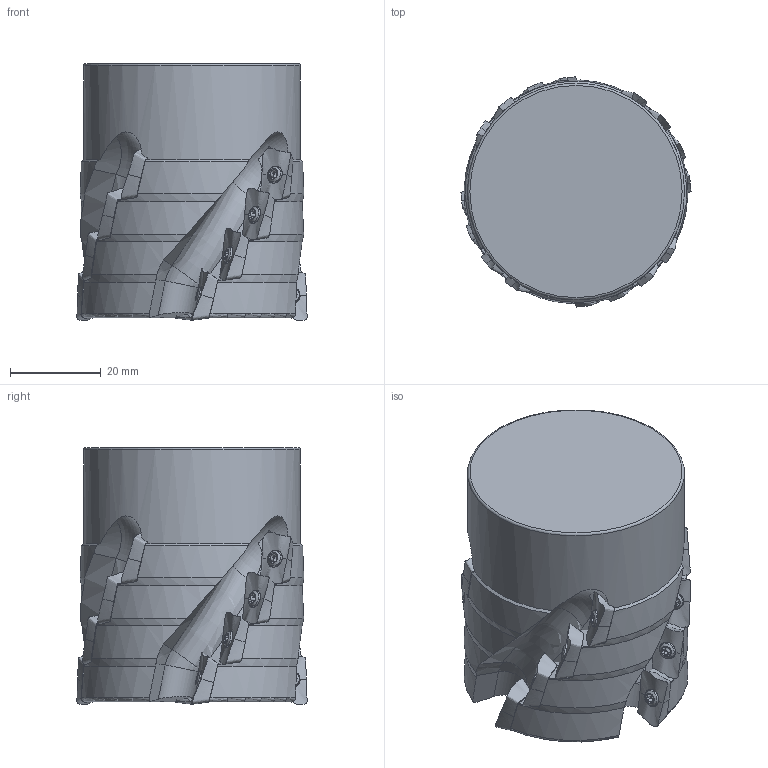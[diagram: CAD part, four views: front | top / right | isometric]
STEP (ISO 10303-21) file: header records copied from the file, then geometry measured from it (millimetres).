
FILE_DESCRIPTION(/* description */ (''),/* implementation_level */ '2;1');
FILE_NAME(/* name */ '1583476133334.stp',/* time_stamp */ '2020-03-06T11:59:10+05:00',/* author */ (''),/* organization */ ('SMS'),/* preprocessor_version */ 'ST-DEVELOPER v16.7',/* originating_system */ 'SIEMENS PLM Software NX 12.0',/* authorisation */ '');
FILE_SCHEMA (('AUTOMOTIVE_DESIGN { 1 0 10303 214 3 1 1 1 }'));
Products named in the file (4): ASSEMBLY_CONSTRUCTION; 201207134mod000_00; 202893587mod000_00; 202893589mod000_00
Assembly tree (18 placements, depth 2):
  202893589mod000_00
    202893587mod000_00
    201207134mod000_00  x16
    ASSEMBLY_CONSTRUCTION
Bounding box: 50.73 x 50.73 x 56.62 mm (x, y, z)
Volume: 89498.9 mm3; surface area: 18852.9 mm2
Topology: 17 solids, 18 shells, 800 faces, 1948 edges, 1269 vertices
Faces by surface type: cylinder 245, plane 208, cone 169, bspline 96, torus 58, sphere 16, revolution 8
Full cylindrical faces by diameter (mm): 2.5 x16, 2.8 x16, 3.45 x16, 47.823 x1
Entity records: 42015 total; most frequent: CARTESIAN_POINT 28672, ORIENTED_EDGE 2716, DIRECTION 2634, EDGE_CURVE 1358, AXIS2_PLACEMENT_3D 1209, VERTEX_POINT 894, EDGE_LOOP 696, ADVANCED_FACE 590
